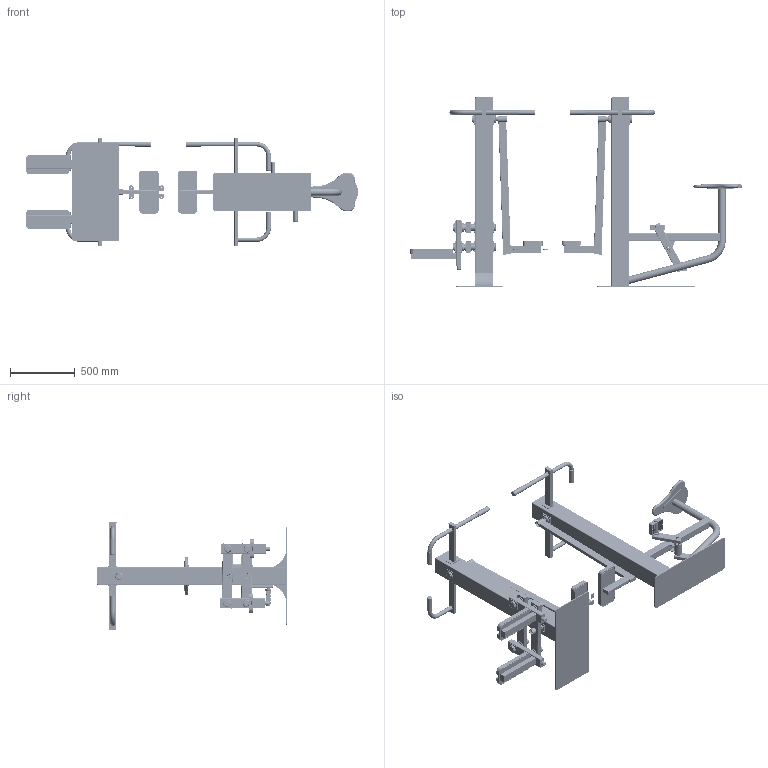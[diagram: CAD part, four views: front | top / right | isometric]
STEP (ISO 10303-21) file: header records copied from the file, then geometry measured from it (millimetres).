
FILE_DESCRIPTION(('STEP AP214'), '1');
FILE_NAME('óëè÷íûé òðåíàæåðíûé êîìïëåêñ', '', ('UNSPECIFIED'), ('UNSPECIFIED'), 'C3D Converter', 'C3D Toolkit', '');
FILE_SCHEMA(('AUTOMOTIVE_DESIGN { 1 0 10303 214 3 1 1}'));
Length unit declared in the file: millimetre
Products named in the file (113): УТ-06/17/22-00.00.00; ФК-03.03; УТ-06/17/22-01.00.00; СВЧС; УТ-26Н.1.14.05.01.00; УТ-26Н.1.14.05.01.03; УТ-18Н.1.14.05.01.04; УТ-26Н.1.14.05.01.01; УТ-18Н.1.14.05.00.00; УТ-26Н.1.14.05.02.00; УТ-26Н.1.14.05.02.03; УТ-22Н.1.14.05.01.01; УТ-18Н.1.14.02.00.00; УТ-18Н.1.14.01.02.00; УТ-14Н.1.14.01.01.03; УТ-14.1.14.01.01.05-01; УТ-10.1.14.00.02.02; УТС-03.04.02.00; УТС-03.04.02.03; КР-103.00.03.01; УТС-03.04.02.04; УТС-03.04.02.02; УТ-14.1.14.01.01.06; УТ-14.1.14.01.01.02; УТС-03.04.01.00; УТС-03.04.01.02; УТС-03.04.01.03; УТС-03.04.01.01; ТС-03.00.00.04; УТ-18Н.1.14.01.00.00; УТ-26Н.1.14.01.01.11; УТ-19Н опора (2020); УТ-08.1.14.00.01.02; УТ-18Н.1.14.01.02.01; УТ-18Н.1.14.01.02.02; УТ-18Н.1.14.01.00.01; УТ-18Н.1.14.01.03.00; УТ-18Н.1.14.01.03.01; УТ-02.1.14.01.00.00 (2020); УТ-02.1.14.01.01.00 ...
Assembly tree (186 placements, depth 8):
  УТ-06/17/22-00.00.00
    (unnamed)  x2
      (unnamed)
        ФК-03.03  x6
        (unnamed)  x2
        (unnamed)  x3
      (unnamed)
        (unnamed)
        (unnamed)
        (unnamed)
    УТ-06/17/22-01.00.00
      СВЧС
      (unnamed)
        УТ-26Н.1.14.05.01.00
          УТ-26Н.1.14.05.01.03
          УТ-18Н.1.14.05.01.04
          УТ-26Н.1.14.05.01.01
        (unnamed)  x2
        (unnamed)
      УТ-18Н.1.14.05.00.00
        УТ-26Н.1.14.05.02.00
          УТ-26Н.1.14.05.02.03
          УТ-18Н.1.14.05.01.04
          УТ-22Н.1.14.05.01.01
        (unnamed)
        (unnamed)
      УТ-18Н.1.14.02.00.00
        УТ-18Н.1.14.01.02.00
          УТ-18Н.1.14.01.02.00
            УТ-14Н.1.14.01.01.03
            УТ-14.1.14.01.01.05-01
            (unnamed)
              УТ-10.1.14.00.02.02
              УТС-03.04.02.00  x2
                УТС-03.04.02.03
                КР-103.00.03.01
                (unnamed)
                УТС-03.04.02.04
                УТС-03.04.02.02
            УТ-14.1.14.01.01.06
            УТ-14.1.14.01.01.02  x2
          (unnamed)
          УТС-03.04.01.00  x2
            УТС-03.04.01.02
            УТС-03.04.01.03
            УТС-03.04.01.01
            (unnamed)
          ТС-03.00.00.04  x2
      УТ-18Н.1.14.01.00.00
        УТ-26Н.1.14.01.01.11
        УТ-19Н опора (2020)
      УТ-08.1.14.00.01.02
      УТ-18Н.1.14.01.02.00
        УТ-18Н.1.14.01.02.01
        УТ-18Н.1.14.01.02.02
      УТ-18Н.1.14.01.00.01
      УТ-18Н.1.14.01.03.00
        (unnamed)
          (unnamed)
          (unnamed)
Bounding box: 2559.16 x 1462 x 826 mm (x, y, z)
Volume: 27591513.6 mm3; surface area: 11131173.1 mm2
Topology: 221 solids, 237 shells, 4763 faces, 10940 edges, 6740 vertices
Faces by surface type: plane 2279, cylinder 1892, torus 314, cone 194, sphere 48, bspline 36
Full cylindrical faces by diameter (mm): 6 x2, 6.5 x6, 6.647 x2, 6.917 x10, 8 x9, 8.376 x2, 10 x6, 10.5 x16, 11 x2, 12 x2, 15 x4, 19.5 x2, 20 x12, 24 x2, 28 x12, 28.2 x2, 29 x2, 30 x22, 32 x12, 32.25 x4, 34 x14, 35 x23, 36 x10, 36.75 x8, 39 x2, 40 x14, 42 x2, 43 x16, 46 x34, 47 x2
Entity records: 106640 total; most frequent: CARTESIAN_POINT 28109, ORIENTED_EDGE 11454, DIRECTION 11171, EDGE_CURVE 5727, LINE 3783, VECTOR 3783, AXIS2_PLACEMENT_3D 3694, VERTEX_POINT 3600
